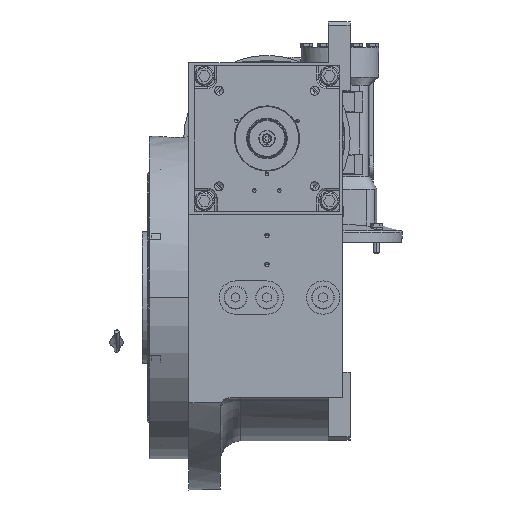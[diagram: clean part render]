
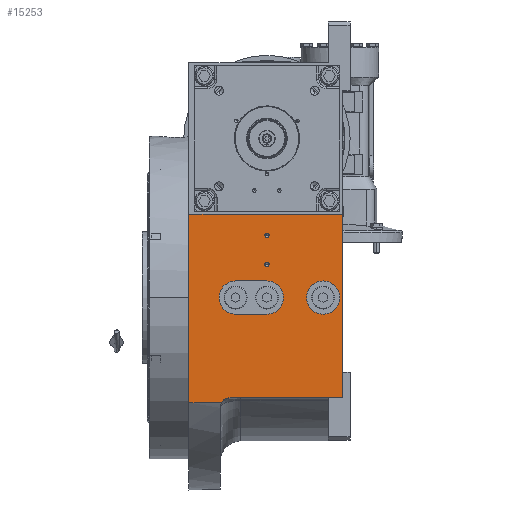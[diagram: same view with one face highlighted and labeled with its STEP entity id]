
A CAD part, left-side view. The second image highlights one B-rep face of the part: STEP entity #15253.
In plain terms, the highlighted planar face has unit normal (-1, 0, 0).
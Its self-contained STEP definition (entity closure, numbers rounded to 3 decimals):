
#328 = DIRECTION ( 'NONE',  ( 0., 0., -1. ) ) ;
#511 = DIRECTION ( 'NONE',  ( -1., 0., 0. ) ) ;
#919 = CARTESIAN_POINT ( 'NONE',  ( -155., 0., 60. ) ) ;
#2851 = EDGE_CURVE ( 'NONE', #122602, #43651, #88254, .T. ) ;
#2853 = VERTEX_POINT ( 'NONE', #8654 ) ;
#4004 = CARTESIAN_POINT ( 'NONE',  ( -155., 0., 16. ) ) ;
#5362 = CARTESIAN_POINT ( 'NONE',  ( -155., 75., -100.995 ) ) ;
#6267 = CARTESIAN_POINT ( 'NONE',  ( -155., 0., -16. ) ) ;
#7922 = CARTESIAN_POINT ( 'NONE',  ( -155., 0., 32. ) ) ;
#8654 = CARTESIAN_POINT ( 'NONE',  ( -155., 30., 16. ) ) ;
#9271 = VECTOR ( 'NONE', #50110, 1000. ) ;
#10104 = DIRECTION ( 'NONE',  ( 0., 0., 1. ) ) ;
#10169 = DIRECTION ( 'NONE',  ( 1., 0., 0. ) ) ;
#11029 = DIRECTION ( 'NONE',  ( -1., 0., 0. ) ) ;
#12081 = EDGE_CURVE ( 'NONE', #49230, #112129, #50955, .T. ) ;
#12816 = VERTEX_POINT ( 'NONE', #17765 ) ;
#13026 = LINE ( 'NONE', #21982, #9271 ) ;
#13946 = ORIENTED_EDGE ( 'NONE', *, *, #30855, .T. ) ;
#15197 = DIRECTION ( 'NONE',  ( -1., 0., 0. ) ) ;
#15253 = ADVANCED_FACE ( 'NONE', ( #40141, #49084, #99022, #77937, #70247 ), #118180, .T. ) ;
#16553 = DIRECTION ( 'NONE',  ( 0., 1., 0. ) ) ;
#17187 = LINE ( 'NONE', #106052, #20638 ) ;
#17197 = ORIENTED_EDGE ( 'NONE', *, *, #2851, .F. ) ;
#17584 = EDGE_CURVE ( 'NONE', #112129, #49230, #81733, .T. ) ;
#17765 = CARTESIAN_POINT ( 'NONE',  ( -155., 35., -96. ) ) ;
#18868 = CARTESIAN_POINT ( 'NONE',  ( -155., 30., -16. ) ) ;
#19532 = VECTOR ( 'NONE', #76939, 1000. ) ;
#20320 = DIRECTION ( 'NONE',  ( 0., 0., 1. ) ) ;
#20638 = VECTOR ( 'NONE', #16553, 1000. ) ;
#21978 = ORIENTED_EDGE ( 'NONE', *, *, #82921, .F. ) ;
#21982 = CARTESIAN_POINT ( 'NONE',  ( -155., 43.657, -100.995 ) ) ;
#22260 = EDGE_CURVE ( 'NONE', #39485, #63867, #13026, .T. ) ;
#22550 = ORIENTED_EDGE ( 'NONE', *, *, #120568, .F. ) ;
#25537 = VERTEX_POINT ( 'NONE', #71878 ) ;
#25811 = CIRCLE ( 'NONE', #50276, 16. ) ;
#27139 = ORIENTED_EDGE ( 'NONE', *, *, #40762, .F. ) ;
#28455 = DIRECTION ( 'NONE',  ( 0., -1., 0. ) ) ;
#30855 = EDGE_CURVE ( 'NONE', #123553, #78459, #69770, .T. ) ;
#31101 = DIRECTION ( 'NONE',  ( 0., 0.866, 0.5 ) ) ;
#34979 = CARTESIAN_POINT ( 'NONE',  ( -155., -54., 0. ) ) ;
#38755 = EDGE_LOOP ( 'NONE', ( #27139, #17197, #101599, #97550 ) ) ;
#39485 = VERTEX_POINT ( 'NONE', #63273 ) ;
#40054 = CIRCLE ( 'NONE', #64658, 2.1 ) ;
#40141 = FACE_BOUND ( 'NONE', #38755, .T. ) ;
#40674 = CARTESIAN_POINT ( 'NONE',  ( -155., -73., -96. ) ) ;
#40762 = EDGE_CURVE ( 'NONE', #43651, #2853, #17187, .T. ) ;
#42137 = CARTESIAN_POINT ( 'NONE',  ( -155., 75., 80. ) ) ;
#43651 = VERTEX_POINT ( 'NONE', #4004 ) ;
#43706 = CIRCLE ( 'NONE', #58066, 16. ) ;
#43819 = CIRCLE ( 'NONE', #76552, 2.1 ) ;
#45124 = VERTEX_POINT ( 'NONE', #72335 ) ;
#46263 = CIRCLE ( 'NONE', #48280, 10. ) ;
#46811 = CARTESIAN_POINT ( 'NONE',  ( -155., -2.1, 32. ) ) ;
#48280 = AXIS2_PLACEMENT_3D ( 'NONE', #79134, #91241, #31101 ) ;
#49084 = FACE_BOUND ( 'NONE', #102186, .T. ) ;
#49142 = DIRECTION ( 'NONE',  ( 0., 1., 0. ) ) ;
#49230 = VERTEX_POINT ( 'NONE', #46811 ) ;
#50110 = DIRECTION ( 'NONE',  ( 0., 1., 0. ) ) ;
#50276 = AXIS2_PLACEMENT_3D ( 'NONE', #34979, #15197, #54811 ) ;
#50642 = DIRECTION ( 'NONE',  ( 0., 1., 0. ) ) ;
#50955 = CIRCLE ( 'NONE', #126542, 2.1 ) ;
#52922 = VECTOR ( 'NONE', #79351, 1000. ) ;
#54811 = DIRECTION ( 'NONE',  ( 0., -1., 0. ) ) ;
#55408 = ORIENTED_EDGE ( 'NONE', *, *, #114118, .T. ) ;
#57578 = CARTESIAN_POINT ( 'NONE',  ( -155., -73., 80. ) ) ;
#58066 = AXIS2_PLACEMENT_3D ( 'NONE', #97110, #99641, #10104 ) ;
#58535 = CARTESIAN_POINT ( 'NONE',  ( -155., -73., -96. ) ) ;
#63273 = CARTESIAN_POINT ( 'NONE',  ( -155., 43.657, -100.995 ) ) ;
#63867 = VERTEX_POINT ( 'NONE', #5362 ) ;
#64658 = AXIS2_PLACEMENT_3D ( 'NONE', #97805, #10169, #49142 ) ;
#65366 = CARTESIAN_POINT ( 'NONE',  ( -155., 0., 32. ) ) ;
#67426 = EDGE_LOOP ( 'NONE', ( #55408, #105896 ) ) ;
#69593 = EDGE_LOOP ( 'NONE', ( #81182, #13946, #70018, #90888, #105940, #21978 ) ) ;
#69770 = LINE ( 'NONE', #108750, #19532 ) ;
#70018 = ORIENTED_EDGE ( 'NONE', *, *, #90221, .F. ) ;
#70247 = FACE_OUTER_BOUND ( 'NONE', #69593, .T. ) ;
#71878 = CARTESIAN_POINT ( 'NONE',  ( -155., -38., 0. ) ) ;
#72335 = CARTESIAN_POINT ( 'NONE',  ( -155., 30., -16. ) ) ;
#75095 = EDGE_CURVE ( 'NONE', #96926, #25537, #25811, .T. ) ;
#76552 = AXIS2_PLACEMENT_3D ( 'NONE', #919, #98809, #78994 ) ;
#76939 = DIRECTION ( 'NONE',  ( 0., 1., 0. ) ) ;
#77032 = CARTESIAN_POINT ( 'NONE',  ( -155., -2.1, 60. ) ) ;
#77748 = DIRECTION ( 'NONE',  ( 0., 0., 1. ) ) ;
#77937 = FACE_BOUND ( 'NONE', #67426, .T. ) ;
#78459 = VERTEX_POINT ( 'NONE', #42137 ) ;
#78744 = CARTESIAN_POINT ( 'NONE',  ( -155., 2.1, 32. ) ) ;
#78994 = DIRECTION ( 'NONE',  ( 0., -1., 0. ) ) ;
#79134 = CARTESIAN_POINT ( 'NONE',  ( -155., 35., -106. ) ) ;
#79211 = CARTESIAN_POINT ( 'NONE',  ( -155., -73., -100.995 ) ) ;
#79351 = DIRECTION ( 'NONE',  ( 0., 1., 0. ) ) ;
#81182 = ORIENTED_EDGE ( 'NONE', *, *, #94969, .T. ) ;
#81733 = CIRCLE ( 'NONE', #83825, 2.1 ) ;
#82921 = EDGE_CURVE ( 'NONE', #89005, #12816, #98534, .T. ) ;
#83825 = AXIS2_PLACEMENT_3D ( 'NONE', #65366, #85199, #124185 ) ;
#84226 = AXIS2_PLACEMENT_3D ( 'NONE', #125070, #107782, #328 ) ;
#85199 = DIRECTION ( 'NONE',  ( 1., 0., 0. ) ) ;
#85224 = CIRCLE ( 'NONE', #126089, 16. ) ;
#86398 = CARTESIAN_POINT ( 'NONE',  ( -155., 2.1, 60. ) ) ;
#88184 = ORIENTED_EDGE ( 'NONE', *, *, #12081, .T. ) ;
#88254 = CIRCLE ( 'NONE', #84226, 16. ) ;
#89005 = VERTEX_POINT ( 'NONE', #40674 ) ;
#90221 = EDGE_CURVE ( 'NONE', #63867, #78459, #104598, .T. ) ;
#90888 = ORIENTED_EDGE ( 'NONE', *, *, #22260, .F. ) ;
#91241 = DIRECTION ( 'NONE',  ( 1., 0., 0. ) ) ;
#94899 = EDGE_CURVE ( 'NONE', #45124, #122602, #108407, .T. ) ;
#94969 = EDGE_CURVE ( 'NONE', #89005, #123553, #107141, .T. ) ;
#95030 = CARTESIAN_POINT ( 'NONE',  ( -155., 75., -100.995 ) ) ;
#96926 = VERTEX_POINT ( 'NONE', #101062 ) ;
#97110 = CARTESIAN_POINT ( 'NONE',  ( -155., 30., 0. ) ) ;
#97550 = ORIENTED_EDGE ( 'NONE', *, *, #111162, .F. ) ;
#97805 = CARTESIAN_POINT ( 'NONE',  ( -155., 0., 60. ) ) ;
#98534 = LINE ( 'NONE', #108098, #52922 ) ;
#98809 = DIRECTION ( 'NONE',  ( 1., 0., 0. ) ) ;
#99022 = FACE_BOUND ( 'NONE', #123376, .T. ) ;
#99641 = DIRECTION ( 'NONE',  ( -1., 0., 0. ) ) ;
#100413 = VECTOR ( 'NONE', #28455, 1000. ) ;
#100784 = EDGE_CURVE ( 'NONE', #117099, #105171, #43819, .T. ) ;
#101062 = CARTESIAN_POINT ( 'NONE',  ( -155., -70., 0. ) ) ;
#101599 = ORIENTED_EDGE ( 'NONE', *, *, #94899, .F. ) ;
#102186 = EDGE_LOOP ( 'NONE', ( #106370, #22550 ) ) ;
#102731 = EDGE_CURVE ( 'NONE', #39485, #12816, #46263, .T. ) ;
#103965 = DIRECTION ( 'NONE',  ( 0., 0., 1. ) ) ;
#104598 = LINE ( 'NONE', #95030, #110003 ) ;
#105171 = VERTEX_POINT ( 'NONE', #86398 ) ;
#105896 = ORIENTED_EDGE ( 'NONE', *, *, #100784, .T. ) ;
#105940 = ORIENTED_EDGE ( 'NONE', *, *, #102731, .T. ) ;
#106052 = CARTESIAN_POINT ( 'NONE',  ( -155., 0., 16. ) ) ;
#106290 = ORIENTED_EDGE ( 'NONE', *, *, #17584, .T. ) ;
#106370 = ORIENTED_EDGE ( 'NONE', *, *, #75095, .F. ) ;
#107141 = LINE ( 'NONE', #58535, #108514 ) ;
#107782 = DIRECTION ( 'NONE',  ( -1., 0., 0. ) ) ;
#108098 = CARTESIAN_POINT ( 'NONE',  ( -155., -73., -96. ) ) ;
#108407 = LINE ( 'NONE', #18868, #100413 ) ;
#108514 = VECTOR ( 'NONE', #77748, 1000. ) ;
#108750 = CARTESIAN_POINT ( 'NONE',  ( -155., -73., 80. ) ) ;
#110003 = VECTOR ( 'NONE', #103965, 1000. ) ;
#110115 = CARTESIAN_POINT ( 'NONE',  ( -155., -54., 0. ) ) ;
#111159 = AXIS2_PLACEMENT_3D ( 'NONE', #79211, #511, #20320 ) ;
#111162 = EDGE_CURVE ( 'NONE', #2853, #45124, #43706, .T. ) ;
#112129 = VERTEX_POINT ( 'NONE', #78744 ) ;
#114118 = EDGE_CURVE ( 'NONE', #105171, #117099, #40054, .T. ) ;
#115379 = DIRECTION ( 'NONE',  ( 1., 0., 0. ) ) ;
#117099 = VERTEX_POINT ( 'NONE', #77032 ) ;
#118180 = PLANE ( 'NONE',  #111159 ) ;
#120568 = EDGE_CURVE ( 'NONE', #25537, #96926, #85224, .T. ) ;
#122602 = VERTEX_POINT ( 'NONE', #6267 ) ;
#123376 = EDGE_LOOP ( 'NONE', ( #106290, #88184 ) ) ;
#123553 = VERTEX_POINT ( 'NONE', #57578 ) ;
#124185 = DIRECTION ( 'NONE',  ( 0., 1., 0. ) ) ;
#124971 = DIRECTION ( 'NONE',  ( 0., -1., 0. ) ) ;
#125070 = CARTESIAN_POINT ( 'NONE',  ( -155., 0., 0. ) ) ;
#126089 = AXIS2_PLACEMENT_3D ( 'NONE', #110115, #11029, #50642 ) ;
#126542 = AXIS2_PLACEMENT_3D ( 'NONE', #7922, #115379, #124971 ) ;
